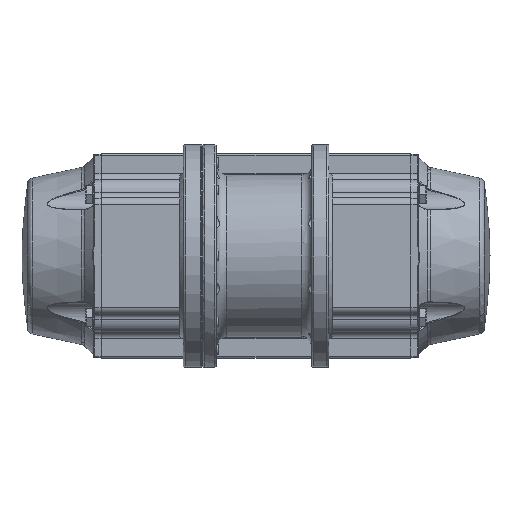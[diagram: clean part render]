
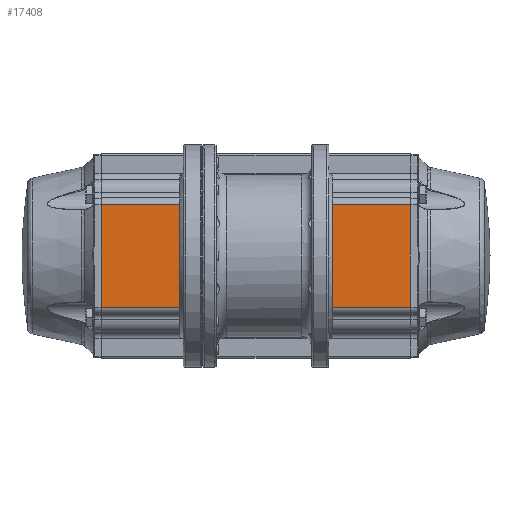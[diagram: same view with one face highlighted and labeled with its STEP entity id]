
A CAD part, front view. The second image highlights one B-rep face of the part: STEP entity #17408.
In plain terms, the highlighted planar face has unit normal (0, -1, 0).
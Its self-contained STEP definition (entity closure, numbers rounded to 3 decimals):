
#553=PLANE('',#21313);
#1569=LINE('',#30297,#2522);
#1803=LINE('',#40498,#2756);
#1804=LINE('',#40500,#2757);
#1805=LINE('',#40501,#2758);
#2522=VECTOR('',#23438,1000.);
#2756=VECTOR('',#25098,1000.);
#2757=VECTOR('',#25099,1000.);
#2758=VECTOR('',#25100,1000.);
#6682=ORIENTED_EDGE('',*,*,#10198,.F.);
#6683=ORIENTED_EDGE('',*,*,#10199,.T.);
#6684=ORIENTED_EDGE('',*,*,#9239,.T.);
#6685=ORIENTED_EDGE('',*,*,#10200,.T.);
#6686=ORIENTED_EDGE('',*,*,#9188,.T.);
#6687=ORIENTED_EDGE('',*,*,#9190,.F.);
#6688=ORIENTED_EDGE('',*,*,#9192,.F.);
#6689=ORIENTED_EDGE('',*,*,#9194,.F.);
#6690=ORIENTED_EDGE('',*,*,#9196,.F.);
#6691=ORIENTED_EDGE('',*,*,#9198,.F.);
#6692=ORIENTED_EDGE('',*,*,#9200,.F.);
#6693=ORIENTED_EDGE('',*,*,#9202,.F.);
#6694=ORIENTED_EDGE('',*,*,#9204,.F.);
#9188=EDGE_CURVE('',#11484,#11484,#12957,.T.);
#9190=EDGE_CURVE('',#11486,#11486,#12959,.T.);
#9192=EDGE_CURVE('',#11489,#11489,#12961,.T.);
#9194=EDGE_CURVE('',#11492,#11492,#12963,.T.);
#9196=EDGE_CURVE('',#11495,#11495,#12965,.T.);
#9198=EDGE_CURVE('',#11498,#11498,#12967,.T.);
#9200=EDGE_CURVE('',#11501,#11501,#12969,.T.);
#9202=EDGE_CURVE('',#11504,#11504,#12971,.T.);
#9204=EDGE_CURVE('',#11507,#11507,#12973,.T.);
#9239=EDGE_CURVE('',#11471,#11555,#1569,.T.);
#10198=EDGE_CURVE('',#12135,#11465,#1803,.T.);
#10199=EDGE_CURVE('',#12135,#11471,#1804,.T.);
#10200=EDGE_CURVE('',#11555,#11465,#1805,.T.);
#11465=VERTEX_POINT('',#30083);
#11471=VERTEX_POINT('',#30098);
#11484=VERTEX_POINT('',#30129);
#11486=VERTEX_POINT('',#30134);
#11489=VERTEX_POINT('',#30141);
#11492=VERTEX_POINT('',#30148);
#11495=VERTEX_POINT('',#30155);
#11498=VERTEX_POINT('',#30162);
#11501=VERTEX_POINT('',#30169);
#11504=VERTEX_POINT('',#30176);
#11507=VERTEX_POINT('',#30183);
#11555=VERTEX_POINT('',#30296);
#12135=VERTEX_POINT('',#40499);
#12957=CIRCLE('',#20507,34.);
#12959=CIRCLE('',#20510,5.1);
#12961=CIRCLE('',#20514,5.1);
#12963=CIRCLE('',#20518,5.1);
#12965=CIRCLE('',#20522,5.1);
#12967=CIRCLE('',#20526,4.25);
#12969=CIRCLE('',#20530,4.25);
#12971=CIRCLE('',#20534,4.25);
#12973=CIRCLE('',#20538,4.25);
#14579=EDGE_LOOP('',(#6682,#6683,#6684,#6685));
#14580=EDGE_LOOP('',(#6686));
#14581=EDGE_LOOP('',(#6687));
#14582=EDGE_LOOP('',(#6688));
#14583=EDGE_LOOP('',(#6689));
#14584=EDGE_LOOP('',(#6690));
#14585=EDGE_LOOP('',(#6691));
#14586=EDGE_LOOP('',(#6692));
#14587=EDGE_LOOP('',(#6693));
#14588=EDGE_LOOP('',(#6694));
#16005=FACE_BOUND('',#14579,.T.);
#16006=FACE_BOUND('',#14580,.T.);
#16007=FACE_BOUND('',#14581,.T.);
#16008=FACE_BOUND('',#14582,.T.);
#16009=FACE_BOUND('',#14583,.T.);
#16010=FACE_BOUND('',#14584,.T.);
#16011=FACE_BOUND('',#14585,.T.);
#16012=FACE_BOUND('',#14586,.T.);
#16013=FACE_BOUND('',#14587,.T.);
#16014=FACE_BOUND('',#14588,.T.);
#17408=ADVANCED_FACE('',(#16005,#16006,#16007,#16008,#16009,#16010,#16011,
#16012,#16013,#16014),#553,.F.);
#20507=AXIS2_PLACEMENT_3D('',#30128,#23247,#23248);
#20510=AXIS2_PLACEMENT_3D('',#30133,#23253,#23254);
#20514=AXIS2_PLACEMENT_3D('',#30140,#23261,#23262);
#20518=AXIS2_PLACEMENT_3D('',#30147,#23269,#23270);
#20522=AXIS2_PLACEMENT_3D('',#30154,#23277,#23278);
#20526=AXIS2_PLACEMENT_3D('',#30161,#23285,#23286);
#20530=AXIS2_PLACEMENT_3D('',#30168,#23293,#23294);
#20534=AXIS2_PLACEMENT_3D('',#30175,#23301,#23302);
#20538=AXIS2_PLACEMENT_3D('',#30182,#23309,#23310);
#21313=AXIS2_PLACEMENT_3D('',#40497,#25096,#25097);
#23247=DIRECTION('',(0.,1.,0.));
#23248=DIRECTION('',(-1.,0.,0.));
#23253=DIRECTION('',(0.,-1.,0.));
#23254=DIRECTION('',(0.,0.,-1.));
#23261=DIRECTION('',(0.,-1.,0.));
#23262=DIRECTION('',(0.,0.,-1.));
#23269=DIRECTION('',(0.,-1.,0.));
#23270=DIRECTION('',(0.,0.,-1.));
#23277=DIRECTION('',(0.,-1.,0.));
#23278=DIRECTION('',(0.,0.,-1.));
#23285=DIRECTION('',(0.,-1.,0.));
#23286=DIRECTION('',(0.,0.,-1.));
#23293=DIRECTION('',(0.,-1.,0.));
#23294=DIRECTION('',(0.,0.,-1.));
#23301=DIRECTION('',(0.,-1.,0.));
#23302=DIRECTION('',(0.,0.,-1.));
#23309=DIRECTION('',(0.,-1.,0.));
#23310=DIRECTION('',(0.,0.,-1.));
#23438=DIRECTION('',(0.,0.,-1.));
#25096=DIRECTION('',(0.,1.,0.));
#25097=DIRECTION('',(1.,0.,0.));
#25098=DIRECTION('',(0.,0.,-1.));
#25099=DIRECTION('',(-1.,0.,0.));
#25100=DIRECTION('',(1.,0.,0.));
#30083=CARTESIAN_POINT('',(50.5,-98.,-152.25));
#30098=CARTESIAN_POINT('',(-50.5,-98.,152.25));
#30128=CARTESIAN_POINT('',(0.,-98.,0.));
#30129=CARTESIAN_POINT('',(-34.,-98.,0.));
#30133=CARTESIAN_POINT('',(-44.194,-98.,44.194));
#30134=CARTESIAN_POINT('',(-44.194,-98.,39.094));
#30140=CARTESIAN_POINT('',(44.194,-98.,44.194));
#30141=CARTESIAN_POINT('',(44.194,-98.,39.094));
#30147=CARTESIAN_POINT('',(44.194,-98.,-44.194));
#30148=CARTESIAN_POINT('',(44.194,-98.,-49.294));
#30154=CARTESIAN_POINT('',(-44.194,-98.,-44.194));
#30155=CARTESIAN_POINT('',(-44.194,-98.,-49.294));
#30161=CARTESIAN_POINT('',(-36.06,-98.,36.06));
#30162=CARTESIAN_POINT('',(-36.06,-98.,31.81));
#30168=CARTESIAN_POINT('',(-36.06,-98.,-36.06));
#30169=CARTESIAN_POINT('',(-36.06,-98.,-40.31));
#30175=CARTESIAN_POINT('',(36.06,-98.,-36.06));
#30176=CARTESIAN_POINT('',(36.06,-98.,-40.31));
#30182=CARTESIAN_POINT('',(36.06,-98.,36.06));
#30183=CARTESIAN_POINT('',(36.06,-98.,31.81));
#30296=CARTESIAN_POINT('',(-50.5,-98.,-152.25));
#30297=CARTESIAN_POINT('',(-50.5,-98.,152.75));
#40497=CARTESIAN_POINT('',(0.,-98.,152.75));
#40498=CARTESIAN_POINT('',(50.5,-98.,152.75));
#40499=CARTESIAN_POINT('',(50.5,-98.,152.25));
#40500=CARTESIAN_POINT('',(-50.5,-98.,152.25));
#40501=CARTESIAN_POINT('',(0.,-98.,-152.25));
